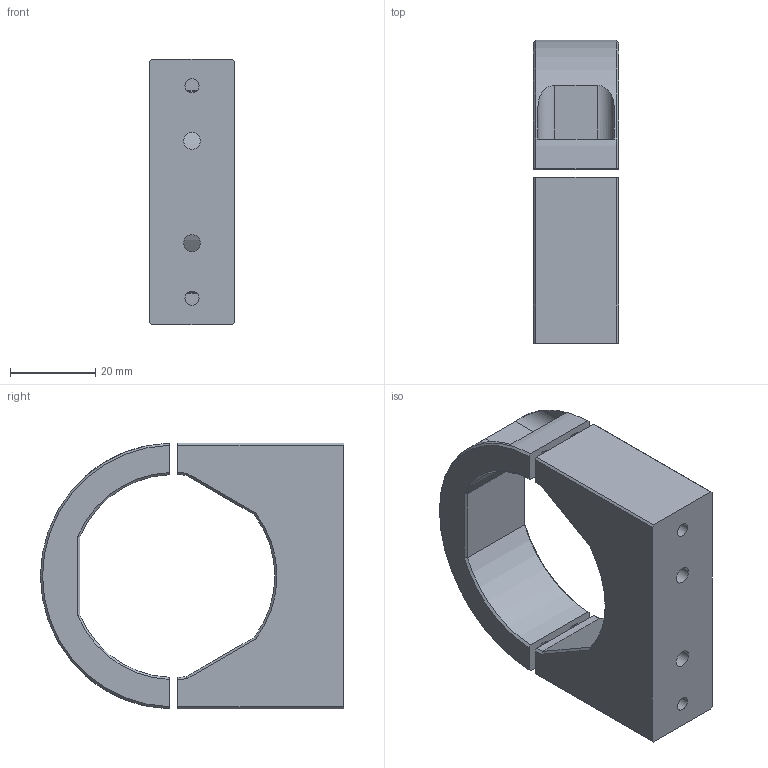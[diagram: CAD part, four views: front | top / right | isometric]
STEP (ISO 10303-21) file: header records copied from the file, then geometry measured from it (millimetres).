
FILE_DESCRIPTION (( 'STEP AP214' ), '1' );
FILE_NAME ('CMHO24.STEP', '2013-04-05T08:23:14', ( 'Work' ), ( '' ), 'SwSTEP 2.0', 'SolidWorks 2012', '' );
FILE_SCHEMA (( 'AUTOMOTIVE_DESIGN' ));
Length unit declared in the file: millimetre
Products named in the file (1): CMHO24
Bounding box: 20 x 71.26 x 62.53 mm (x, y, z)
Surface area: 13419.4 mm2 (no closed solid volume)
Topology: 0 solids, 2 shells, 72 faces, 194 edges, 128 vertices
Faces by surface type: plane 32, cylinder 26, cone 14
Entity records: 3197 total; most frequent: CARTESIAN_POINT 536, DIRECTION 389, ORIENTED_EDGE 372, EDGE_CURVE 194, AXIS2_PLACEMENT_3D 149, VERTEX_POINT 128, LINE 91, VECTOR 91
